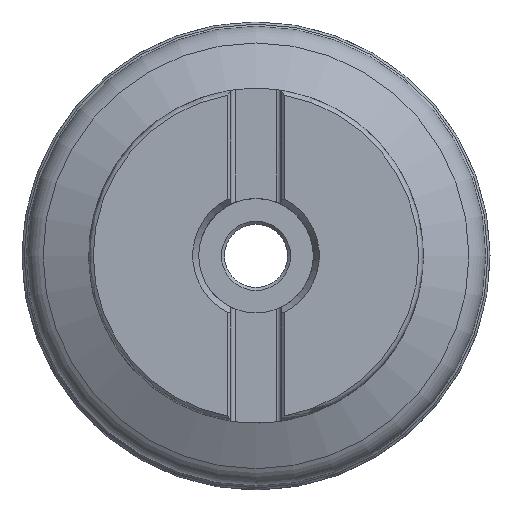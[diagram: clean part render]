
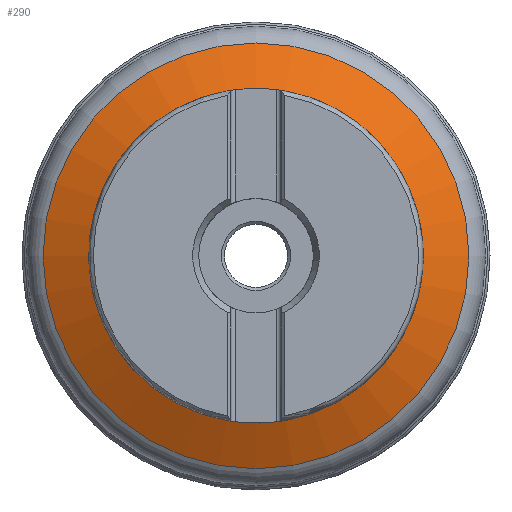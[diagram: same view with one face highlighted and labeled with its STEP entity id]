
A CAD part, top view. The second image highlights one B-rep face of the part: STEP entity #290.
In plain terms, the highlighted conical face has half-angle 63.787 degrees and reference radius 36.184 mm.
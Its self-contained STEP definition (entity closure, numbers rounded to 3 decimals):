
#155=CONICAL_SURFACE('',#1103,36.184,63.787);
#290=ADVANCED_FACE('',(#367,#368),#155,.T.);
#367=FACE_BOUND('',#465,.T.);
#368=FACE_BOUND('',#466,.T.);
#465=EDGE_LOOP('',(#625));
#466=EDGE_LOOP('',(#626));
#625=ORIENTED_EDGE('',*,*,#912,.T.);
#626=ORIENTED_EDGE('',*,*,#859,.T.);
#774=VERTEX_POINT('',#1636);
#819=VERTEX_POINT('',#1933);
#859=EDGE_CURVE('',#774,#774,#964,.T.);
#912=EDGE_CURVE('',#819,#819,#981,.T.);
#964=CIRCLE('',#1071,27.316);
#981=CIRCLE('',#1102,35.392);
#1071=AXIS2_PLACEMENT_3D('',#1635,#1179,#1180);
#1102=AXIS2_PLACEMENT_3D('',#1932,#1253,#1254);
#1103=AXIS2_PLACEMENT_3D('',#1934,#1255,#1256);
#1179=DIRECTION('',(0.,0.,-1.));
#1180=DIRECTION('',(-1.,0.,0.));
#1253=DIRECTION('',(0.,0.,1.));
#1254=DIRECTION('',(1.,0.,0.));
#1255=DIRECTION('',(0.,0.,-1.));
#1256=DIRECTION('',(-1.,0.,0.));
#1635=CARTESIAN_POINT('',(0.,0.,23.466));
#1636=CARTESIAN_POINT('',(-27.316,0.,23.466));
#1932=CARTESIAN_POINT('',(0.,0.,19.49));
#1933=CARTESIAN_POINT('',(35.392,0.,19.49));
#1934=CARTESIAN_POINT('',(0.,0.,19.1));
